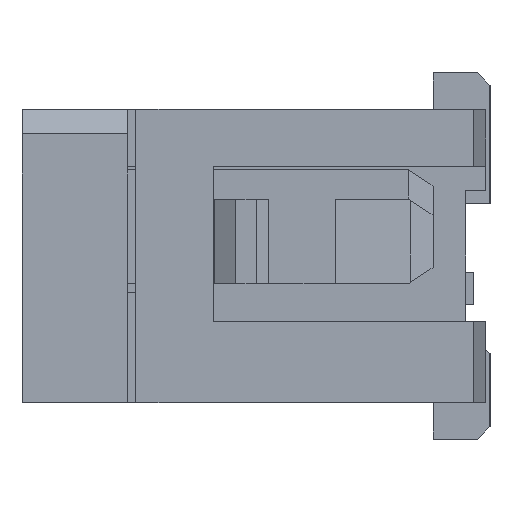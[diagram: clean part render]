
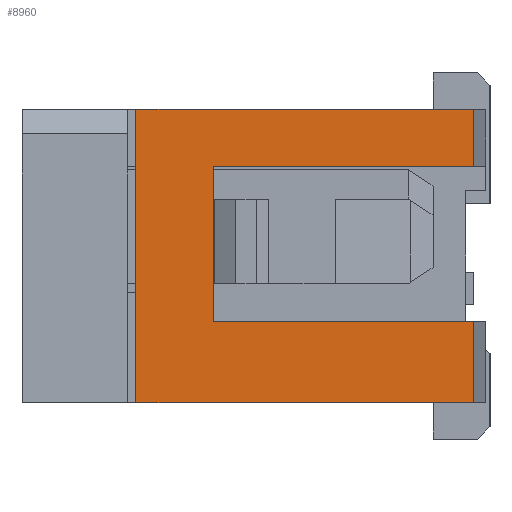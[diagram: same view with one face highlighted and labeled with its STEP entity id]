
A CAD part, left-side view. The second image highlights one B-rep face of the part: STEP entity #8960.
In plain terms, the highlighted planar face has unit normal (-1, 0, 0).
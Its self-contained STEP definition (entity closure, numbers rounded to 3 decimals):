
#1=DIRECTION('',(0.,0.,-1.));
#2=VECTOR('',#1,3.6);
#3=CARTESIAN_POINT('',(-9.925,4.3,1.8));
#4=LINE('',#3,#2);
#5=DIRECTION('',(0.,-1.,0.));
#6=VECTOR('',#5,4.15);
#7=CARTESIAN_POINT('',(-9.925,4.3,1.8));
#8=LINE('',#7,#6);
#9=DIRECTION('',(0.,0.,-1.));
#10=VECTOR('',#9,0.7);
#11=CARTESIAN_POINT('',(-9.925,0.15,1.8));
#12=LINE('',#11,#10);
#13=DIRECTION('',(0.,1.,0.));
#14=VECTOR('',#13,3.2);
#15=CARTESIAN_POINT('',(-9.925,0.15,1.1));
#16=LINE('',#15,#14);
#17=DIRECTION('',(0.,0.,-1.));
#18=VECTOR('',#17,1.9);
#19=CARTESIAN_POINT('',(-9.925,3.35,1.1));
#20=LINE('',#19,#18);
#21=DIRECTION('',(0.,0.,-1.));
#22=VECTOR('',#21,1.);
#23=CARTESIAN_POINT('',(-9.925,0.15,-0.8));
#24=LINE('',#23,#22);
#25=DIRECTION('',(0.,1.,0.));
#26=VECTOR('',#25,4.15);
#27=CARTESIAN_POINT('',(-9.925,0.15,-1.8));
#28=LINE('',#27,#26);
#1277=DIRECTION('',(0.,1.,0.));
#1278=VECTOR('',#1277,3.2);
#1279=CARTESIAN_POINT('',(-9.925,0.15,-0.8));
#1280=LINE('',#1279,#1278);
#6749=CARTESIAN_POINT('',(-9.925,4.3,1.8));
#6750=CARTESIAN_POINT('',(-9.925,4.3,-1.8));
#6751=VERTEX_POINT('',#6749);
#6752=VERTEX_POINT('',#6750);
#6761=CARTESIAN_POINT('',(-9.925,0.15,1.8));
#6762=VERTEX_POINT('',#6761);
#6769=CARTESIAN_POINT('',(-9.925,0.15,-1.8));
#6770=VERTEX_POINT('',#6769);
#6839=CARTESIAN_POINT('',(-9.925,0.15,1.1));
#6840=VERTEX_POINT('',#6839);
#6841=CARTESIAN_POINT('',(-9.925,0.15,-0.8));
#6842=VERTEX_POINT('',#6841);
#6963=CARTESIAN_POINT('',(-9.925,3.35,1.1));
#6964=CARTESIAN_POINT('',(-9.925,3.35,-0.8));
#6965=VERTEX_POINT('',#6963);
#6966=VERTEX_POINT('',#6964);
#8937=CARTESIAN_POINT('',(-9.925,0.,0.));
#8938=DIRECTION('',(1.,0.,0.));
#8939=DIRECTION('',(0.,-1.,0.));
#8940=AXIS2_PLACEMENT_3D('',#8937,#8938,#8939);
#8941=PLANE('',#8940);
#8943=ORIENTED_EDGE('',*,*,#8942,.F.);
#8945=ORIENTED_EDGE('',*,*,#8944,.T.);
#8947=ORIENTED_EDGE('',*,*,#8946,.T.);
#8949=ORIENTED_EDGE('',*,*,#8948,.T.);
#8951=ORIENTED_EDGE('',*,*,#8950,.T.);
#8953=ORIENTED_EDGE('',*,*,#8952,.F.);
#8955=ORIENTED_EDGE('',*,*,#8954,.T.);
#8957=ORIENTED_EDGE('',*,*,#8956,.T.);
#8958=EDGE_LOOP('',(#8943,#8945,#8947,#8949,#8951,#8953,#8955,#8957));
#8959=FACE_OUTER_BOUND('',#8958,.F.);
#8960=ADVANCED_FACE('',(#8959),#8941,.F.);
#8942=EDGE_CURVE('',#6751,#6752,#4,.T.);
#8944=EDGE_CURVE('',#6751,#6762,#8,.T.);
#8946=EDGE_CURVE('',#6762,#6840,#12,.T.);
#8948=EDGE_CURVE('',#6840,#6965,#16,.T.);
#8950=EDGE_CURVE('',#6965,#6966,#20,.T.);
#8952=EDGE_CURVE('',#6842,#6966,#1280,.T.);
#8954=EDGE_CURVE('',#6842,#6770,#24,.T.);
#8956=EDGE_CURVE('',#6770,#6752,#28,.T.);
